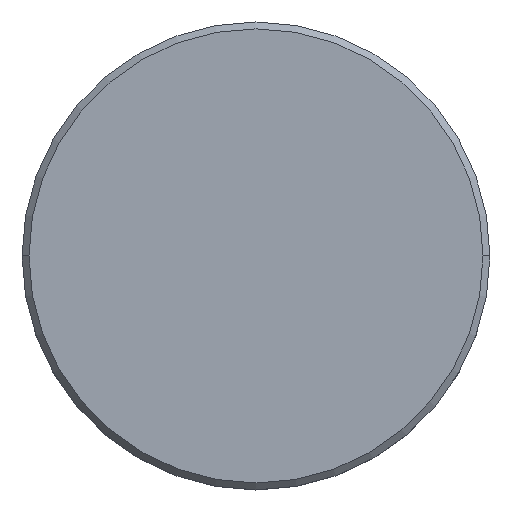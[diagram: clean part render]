
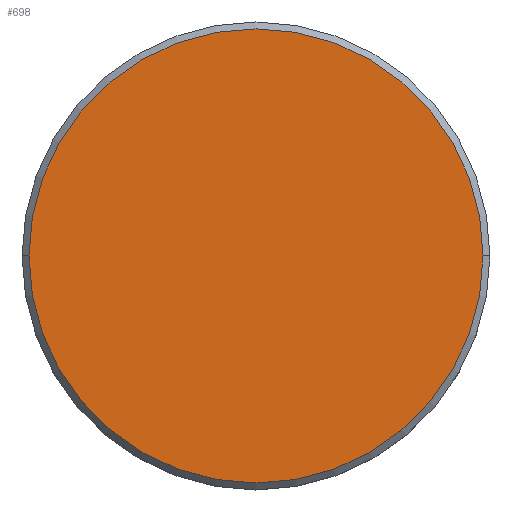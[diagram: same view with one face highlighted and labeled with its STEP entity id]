
A CAD part, top view. The second image highlights one B-rep face of the part: STEP entity #698.
In plain terms, the highlighted planar face has unit normal (0, 0, 1).
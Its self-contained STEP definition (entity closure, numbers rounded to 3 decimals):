
#2 = CARTESIAN_POINT ( 'NONE',  ( 0., 0., 0. ) ) ;
#47 = AXIS2_PLACEMENT_3D ( 'NONE', #2, #192, #908 ) ;
#106 = ORIENTED_EDGE ( 'NONE', *, *, #836, .T. ) ;
#192 = DIRECTION ( 'NONE',  ( 0., 0., 1. ) ) ;
#289 = CIRCLE ( 'NONE', #362, 16.5 ) ;
#305 = PLANE ( 'NONE',  #481 ) ;
#313 = DIRECTION ( 'NONE',  ( 1., 0., 0. ) ) ;
#362 = AXIS2_PLACEMENT_3D ( 'NONE', #677, #760, #313 ) ;
#481 = AXIS2_PLACEMENT_3D ( 'NONE', #755, #1136, #488 ) ;
#488 = DIRECTION ( 'NONE',  ( 1., 0., 0. ) ) ;
#534 = CARTESIAN_POINT ( 'NONE',  ( -16.5, 0., 0. ) ) ;
#574 = FACE_OUTER_BOUND ( 'NONE', #642, .T. ) ;
#642 = EDGE_LOOP ( 'NONE', ( #883, #106 ) ) ;
#677 = CARTESIAN_POINT ( 'NONE',  ( 0., 0., 0. ) ) ;
#698 = ADVANCED_FACE ( 'NONE', ( #574 ), #305, .T. ) ;
#736 = CARTESIAN_POINT ( 'NONE',  ( 16.5, 0., 0. ) ) ;
#755 = CARTESIAN_POINT ( 'NONE',  ( 0., 0., 0. ) ) ;
#760 = DIRECTION ( 'NONE',  ( 0., 0., 1. ) ) ;
#771 = VERTEX_POINT ( 'NONE', #736 ) ;
#836 = EDGE_CURVE ( 'NONE', #771, #1135, #954, .T. ) ;
#883 = ORIENTED_EDGE ( 'NONE', *, *, #891, .T. ) ;
#891 = EDGE_CURVE ( 'NONE', #1135, #771, #289, .T. ) ;
#908 = DIRECTION ( 'NONE',  ( 1., 0., 0. ) ) ;
#954 = CIRCLE ( 'NONE', #47, 16.5 ) ;
#1135 = VERTEX_POINT ( 'NONE', #534 ) ;
#1136 = DIRECTION ( 'NONE',  ( 0., 0., 1. ) ) ;
